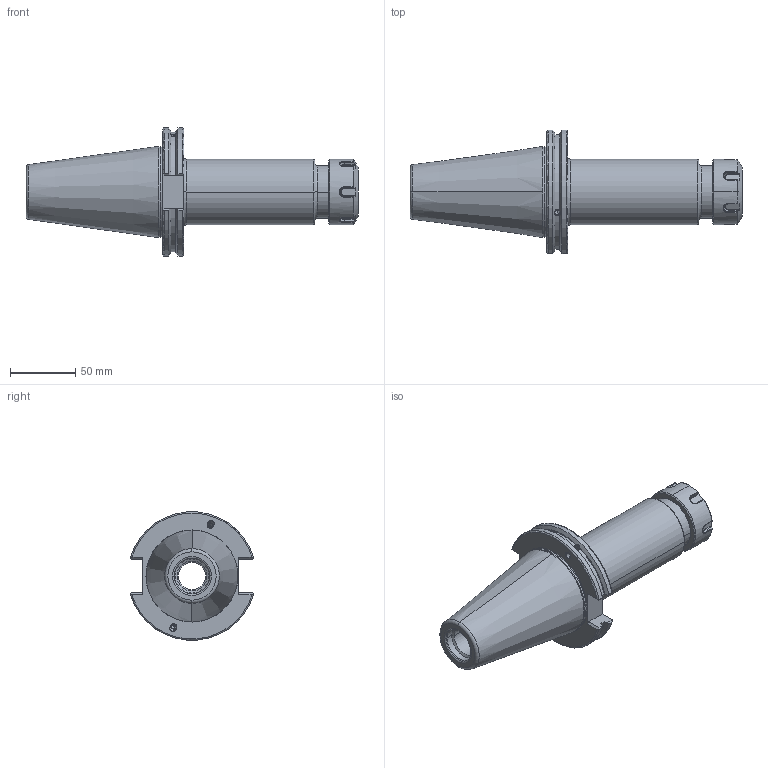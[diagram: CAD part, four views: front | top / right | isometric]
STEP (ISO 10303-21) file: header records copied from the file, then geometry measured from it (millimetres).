
FILE_DESCRIPTION((''),'2;1');
FILE_NAME('BL334B-CAT50ADB-ER32-6_0_ASM','2020-03-23T',('MYPC'),(''),'PRO/ENGINEER BY PARAMETRIC TECHNOLOGY CORPORATION, 2012130','PRO/ENGINEER BY PARAMETRIC TECHNOLOGY CORPORATION, 2012130','');
FILE_SCHEMA(('CONFIG_CONTROL_DESIGN'));
Length unit declared in the file: inch
Products named in the file (3): BL334B-CAT50ADB-ER32-6_0; ER32NUT_3D_20140326; BL334B-CAT50ADB-ER32-6_0_ASM
Assembly tree (2 placements, depth 2):
  BL334B-CAT50ADB-ER32-6_0_ASM
    BL334B-CAT50ADB-ER32-6_0
    ER32NUT_3D_20140326
Bounding box: 254 x 94.41 x 98.04 mm (x, y, z)
Volume: 511756.2 mm3; surface area: 81783.5 mm2
Topology: 2 solids, 7 shells, 242 faces, 632 edges, 398 vertices
Faces by surface type: cylinder 84, plane 76, cone 44, torus 32, bspline 6
Entity records: 8670 total; most frequent: CARTESIAN_POINT 2802, ORIENTED_EDGE 1206, DIRECTION 1188, EDGE_CURVE 624, AXIS2_PLACEMENT_3D 475, VERTEX_POINT 398, EDGE_LOOP 266, FACE_OUTER_BOUND 242
